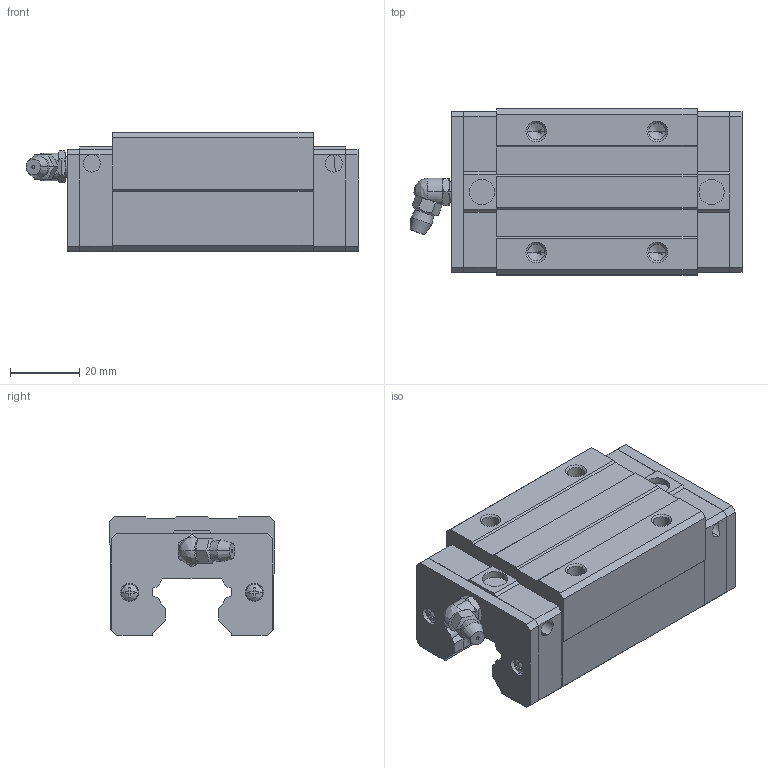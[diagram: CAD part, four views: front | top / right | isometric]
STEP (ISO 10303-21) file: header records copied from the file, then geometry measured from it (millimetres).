
FILE_DESCRIPTION (( 'STEP AP214' ), '1' );
FILE_NAME ('HGH25.STEP', '2025-10-21T06:51:24', ( '' ), ( '' ), 'SwSTEP 2.0', 'SolidWorks 2024', '' );
FILE_SCHEMA (( 'AUTOMOTIVE_DESIGN' ));
Length unit declared in the file: millimetre
Products named in the file (1): HGH25
Bounding box: 96 x 48 x 34.5 mm (x, y, z)
Volume: 102677.3 mm3; surface area: 29730.9 mm2
Topology: 10 solids, 10 shells, 654 faces, 1747 edges, 1138 vertices
Faces by surface type: plane 414, bspline 116, cylinder 63, cone 61
Entity records: 26017 total; most frequent: CARTESIAN_POINT 10561, ORIENTED_EDGE 3448, DIRECTION 2676, EDGE_CURVE 1724, LINE 1182, VECTOR 1182, VERTEX_POINT 1130, AXIS2_PLACEMENT_3D 747
